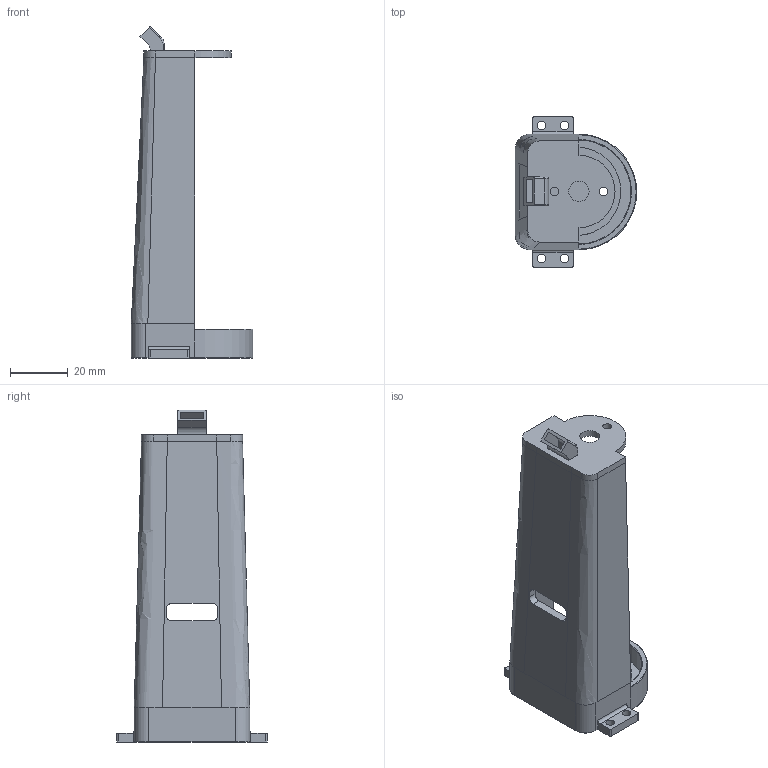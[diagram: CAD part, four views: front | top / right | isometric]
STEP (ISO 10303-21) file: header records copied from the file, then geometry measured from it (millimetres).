
FILE_DESCRIPTION(/* description */ (''),/* implementation_level */ '2;1');
FILE_NAME(/* name */ '',/* time_stamp */ '2022-11-08T19:17:35+08:00',/* author */ (''),/* organization */ (''),/* preprocessor_version */ 'ST-DEVELOPER v19.2',/* originating_system */ 'Autodesk Translation Framework v11.17.0.187',/* authorisation */ '');
FILE_SCHEMA (('AUTOMOTIVE_DESIGN { 1 0 10303 214 3 1 1 }'));
Length unit declared in the file: millimetre
Products named in the file (1): 支撑器
Bounding box: 42.04 x 52 x 114.95 mm (x, y, z)
Volume: 24316.6 mm3; surface area: 21850.6 mm2
Topology: 1 solids, 1 shells, 152 faces, 409 edges, 265 vertices
Faces by surface type: plane 74, cylinder 55, bspline 16, torus 7
Full cylindrical faces by diameter (mm): 3 x6, 7 x1
Entity records: 6085 total; most frequent: CARTESIAN_POINT 2247, ORIENTED_EDGE 818, DIRECTION 742, EDGE_CURVE 409, VERTEX_POINT 265, AXIS2_PLACEMENT_3D 248, LINE 246, VECTOR 246
